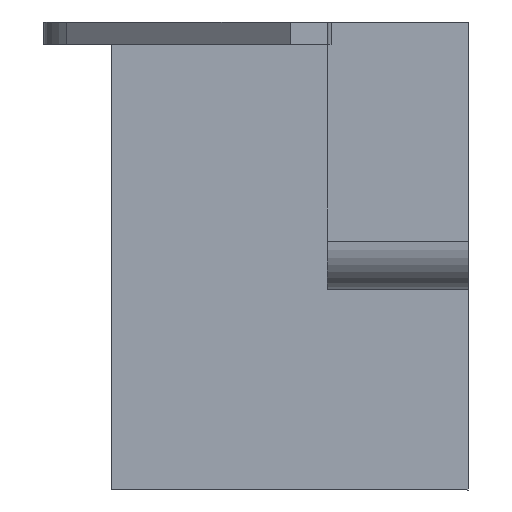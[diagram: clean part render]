
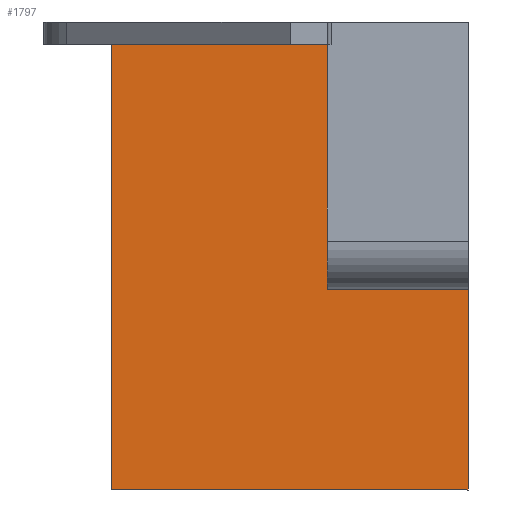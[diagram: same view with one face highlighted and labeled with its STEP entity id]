
A CAD part, front view. The second image highlights one B-rep face of the part: STEP entity #1797.
In plain terms, the highlighted planar face has unit normal (0, -1, 0).
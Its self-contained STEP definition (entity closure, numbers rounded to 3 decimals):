
#65=FACE_BOUND('',#311,.T.);
#111=PLANE('',#1997);
#195=FACE_OUTER_BOUND('',#310,.T.);
#310=EDGE_LOOP('',(#1544,#1545,#1546,#1547));
#311=EDGE_LOOP('',(#1548));
#467=LINE('',#2938,#646);
#472=LINE('',#2949,#651);
#474=LINE('',#2952,#653);
#475=LINE('',#2953,#654);
#646=VECTOR('',#2410,10.);
#651=VECTOR('',#2419,10.);
#653=VECTOR('',#2423,10.);
#654=VECTOR('',#2424,10.);
#754=CIRCLE('',#1990,3.5);
#886=VERTEX_POINT('',#2921);
#889=VERTEX_POINT('',#2931);
#892=VERTEX_POINT('',#2936);
#895=VERTEX_POINT('',#2946);
#896=VERTEX_POINT('',#2948);
#1108=EDGE_CURVE('',#886,#886,#754,.T.);
#1116=EDGE_CURVE('',#892,#889,#467,.T.);
#1121=EDGE_CURVE('',#896,#895,#472,.T.);
#1123=EDGE_CURVE('',#895,#889,#474,.T.);
#1124=EDGE_CURVE('',#892,#896,#475,.T.);
#1544=ORIENTED_EDGE('',*,*,#1123,.T.);
#1545=ORIENTED_EDGE('',*,*,#1116,.F.);
#1546=ORIENTED_EDGE('',*,*,#1124,.T.);
#1547=ORIENTED_EDGE('',*,*,#1121,.T.);
#1548=ORIENTED_EDGE('',*,*,#1108,.T.);
#1797=ADVANCED_FACE('',(#195,#65),#111,.T.);
#1990=AXIS2_PLACEMENT_3D('',#2922,#2395,#2396);
#1997=AXIS2_PLACEMENT_3D('',#2951,#2421,#2422);
#2395=DIRECTION('center_axis',(0.,1.,0.));
#2396=DIRECTION('ref_axis',(0.,0.,-1.));
#2410=DIRECTION('',(-1.,0.,0.));
#2419=DIRECTION('',(-1.,0.,0.));
#2421=DIRECTION('center_axis',(0.,-1.,0.));
#2422=DIRECTION('ref_axis',(0.,0.,
1.));
#2423=DIRECTION('',(0.,0.,-1.));
#2424=DIRECTION('',(0.,0.,1.));
#2921=CARTESIAN_POINT('',(-39.5,88.7,-19.625));
#2922=CARTESIAN_POINT('Origin',(-39.5,88.7,-23.125));
#2931=CARTESIAN_POINT('',(-78.07,88.7,-60.));
#2936=CARTESIAN_POINT('',(-30.,88.7,-60.));
#2938=CARTESIAN_POINT('',(-30.,88.7,-60.));
#2946=CARTESIAN_POINT('',(-78.07,88.7,1.));
#2948=CARTESIAN_POINT('',(-30.,88.7,1.));
#2949=CARTESIAN_POINT('',(-30.,88.7,1.));
#2951=CARTESIAN_POINT('Origin',(-30.,88.7,-60.));
#2952=CARTESIAN_POINT('',(-78.07,88.7,-44.75));
#2953=CARTESIAN_POINT('',(-30.,88.7,-60.));
